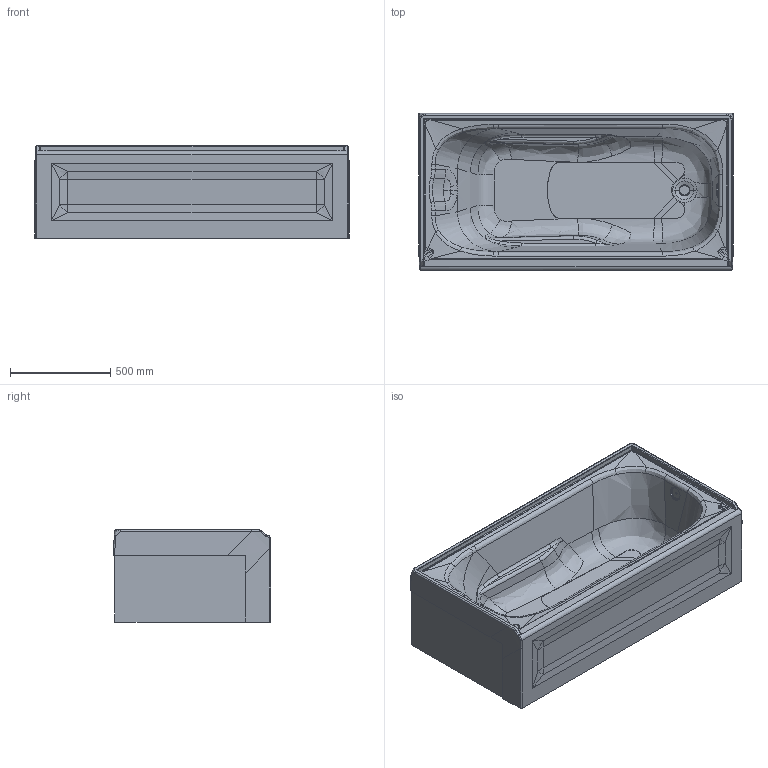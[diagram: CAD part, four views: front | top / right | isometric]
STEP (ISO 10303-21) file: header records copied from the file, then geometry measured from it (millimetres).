
FILE_DESCRIPTION (( 'STEP AP214' ), '1' );
FILE_NAME ('22-03-03 ELITE Bathtub 603016____________RIGHT HAND MOLD RELEASE_______.STEP', '2022-03-03T22:38:30', ( '' ), ( '' ), 'SwSTEP 2.0', 'SolidWorks 2019', '' );
FILE_SCHEMA (( 'AUTOMOTIVE_DESIGN' ));
Length unit declared in the file: inch
Products named in the file (1): 22-03-03 ELITE Bathtub 603016____________RIGHT HAND MOLD RELEASE_______
Bounding box: 1571.17 x 783.99 x 460.06 mm (x, y, z)
Volume: 283531123.1 mm3; surface area: 5473647.1 mm2
Topology: 1 solids, 1 shells, 282 faces, 667 edges, 390 vertices
Faces by surface type: bspline 171, plane 51, cylinder 47, torus 10, cone 3
Entity records: 28751 total; most frequent: CARTESIAN_POINT 23845, ORIENTED_EDGE 1322, EDGE_CURVE 661, DIRECTION 500, VERTEX_POINT 389, B_SPLINE_CURVE_WITH_KNOTS 388, EDGE_LOOP 290, FACE_OUTER_BOUND 286
